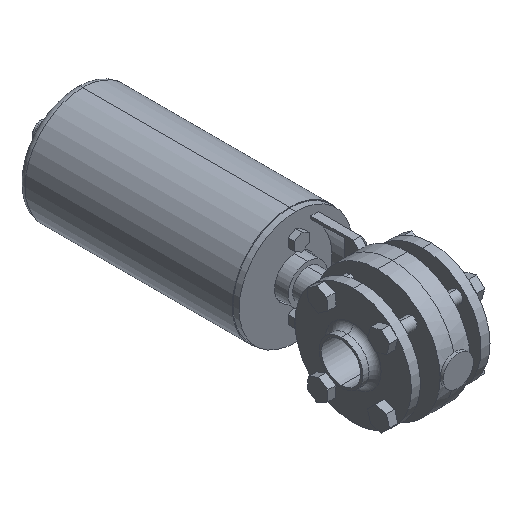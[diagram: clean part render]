
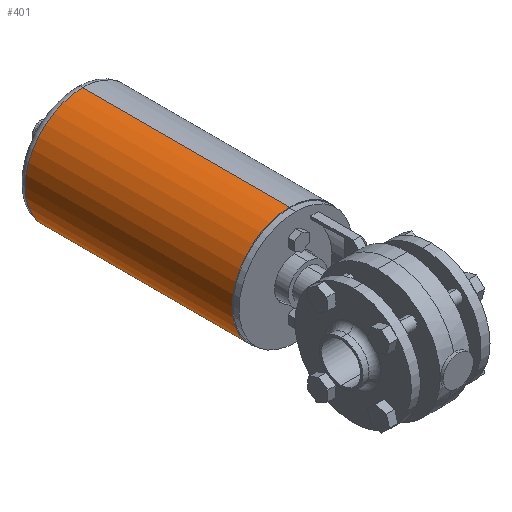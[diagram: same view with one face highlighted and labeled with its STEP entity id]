
A CAD part, isometric view. The second image highlights one B-rep face of the part: STEP entity #401.
In plain terms, the highlighted cylindrical face has radius 38 mm (diameter 76 mm), a partial arc.
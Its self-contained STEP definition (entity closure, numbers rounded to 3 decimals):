
#9 = LINE ( 'NONE', #4982, #672 ) ;
#45 = AXIS2_PLACEMENT_3D ( 'NONE', #1132, #4939, #1902 ) ;
#272 = CYLINDRICAL_SURFACE ( 'NONE', #5242, 38. ) ;
#401 = ADVANCED_FACE ( 'NONE', ( #809 ), #272, .T. ) ;
#413 = EDGE_CURVE ( 'NONE', #2361, #2997, #9, .T. ) ;
#490 = VERTEX_POINT ( 'NONE', #4215 ) ;
#672 = VECTOR ( 'NONE', #1982, 1000. ) ;
#809 = FACE_OUTER_BOUND ( 'NONE', #5228, .T. ) ;
#842 = AXIS2_PLACEMENT_3D ( 'NONE', #2906, #3345, #4189 ) ;
#878 = EDGE_CURVE ( 'NONE', #490, #2997, #4923, .T. ) ;
#1119 = CARTESIAN_POINT ( 'NONE',  ( 0., 142., 0. ) ) ;
#1132 = CARTESIAN_POINT ( 'NONE',  ( 0., 137., 0. ) ) ;
#1639 = ORIENTED_EDGE ( 'NONE', *, *, #4857, .T. ) ;
#1747 = CARTESIAN_POINT ( 'NONE',  ( 0., 137., 38. ) ) ;
#1865 = CIRCLE ( 'NONE', #45, 38. ) ;
#1902 = DIRECTION ( 'NONE',  ( 0., 0., 1. ) ) ;
#1982 = DIRECTION ( 'NONE',  ( 0., -1., 0. ) ) ;
#2155 = CARTESIAN_POINT ( 'NONE',  ( 0., 0., 38. ) ) ;
#2361 = VERTEX_POINT ( 'NONE', #1747 ) ;
#2382 = VECTOR ( 'NONE', #3976, 1000. ) ;
#2651 = ORIENTED_EDGE ( 'NONE', *, *, #878, .T. ) ;
#2906 = CARTESIAN_POINT ( 'NONE',  ( 0., 0., 0. ) ) ;
#2997 = VERTEX_POINT ( 'NONE', #2155 ) ;
#3243 = EDGE_CURVE ( 'NONE', #2361, #4345, #1865, .T. ) ;
#3345 = DIRECTION ( 'NONE',  ( 0., 1., 0. ) ) ;
#3720 = CARTESIAN_POINT ( 'NONE',  ( 0., 137., -38. ) ) ;
#3976 = DIRECTION ( 'NONE',  ( 0., -1., 0. ) ) ;
#4018 = CARTESIAN_POINT ( 'NONE',  ( 0., 142., -38. ) ) ;
#4105 = DIRECTION ( 'NONE',  ( 0., -1., 0. ) ) ;
#4189 = DIRECTION ( 'NONE',  ( 0., 0., 1. ) ) ;
#4215 = CARTESIAN_POINT ( 'NONE',  ( 0., 0., -38. ) ) ;
#4345 = VERTEX_POINT ( 'NONE', #3720 ) ;
#4585 = DIRECTION ( 'NONE',  ( 0., 0., -1. ) ) ;
#4857 = EDGE_CURVE ( 'NONE', #4345, #490, #5481, .T. ) ;
#4923 = CIRCLE ( 'NONE', #842, 38. ) ;
#4939 = DIRECTION ( 'NONE',  ( 0., -1., 0. ) ) ;
#4982 = CARTESIAN_POINT ( 'NONE',  ( 0., 142., 38. ) ) ;
#5095 = ORIENTED_EDGE ( 'NONE', *, *, #413, .F. ) ;
#5228 = EDGE_LOOP ( 'NONE', ( #5095, #5414, #1639, #2651 ) ) ;
#5242 = AXIS2_PLACEMENT_3D ( 'NONE', #1119, #4105, #4585 ) ;
#5414 = ORIENTED_EDGE ( 'NONE', *, *, #3243, .T. ) ;
#5481 = LINE ( 'NONE', #4018, #2382 ) ;
